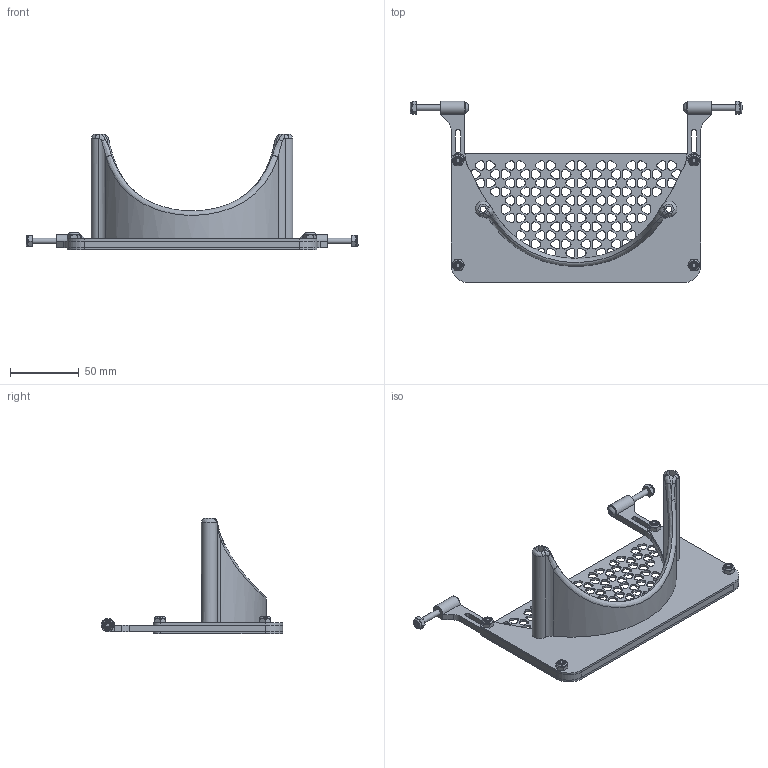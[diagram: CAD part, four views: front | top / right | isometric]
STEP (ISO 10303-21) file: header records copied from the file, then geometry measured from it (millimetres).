
FILE_DESCRIPTION(/* description */ (''),/* implementation_level */ '2;1');
FILE_NAME(/* name */ 'Hopper Assembly.step',/* time_stamp */ '2024-06-27T21:11:16-05:00',/* author */ (''),/* organization */ (''),/* preprocessor_version */ 'ST-DEVELOPER v20',/* originating_system */ 'Autodesk Translation Framework v13.14.0.145',/* authorisation */ '');
FILE_SCHEMA (('AUTOMOTIVE_DESIGN { 1 0 10303 214 3 1 1 }'));
Length unit declared in the file: inch
Products named in the file (13): Coffee?; poket_Mag_Poly_New_v5; 3D Printed Mag Piece_Corrected v4(Mirror); Top Of Mag; new basket cutout; Nutter; Nutter_1; Nutter_2; Nutter_3; 90920A194_Steel Torx Flat Head Screws; Screw Star v1; Nut Thin Nylock; Screw Star v1 (1)
Assembly tree (20 placements, depth 3):
  Coffee?
    poket_Mag_Poly_New_v5
    3D Printed Mag Piece_Corrected v4(Mirror)
    Top Of Mag
    new basket cutout
    Nutter
      Nut Thin Nylock
      90920A194_Steel Torx Flat Head Screws
    Nutter_1
      Nut Thin Nylock
      90920A194_Steel Torx Flat Head Screws
    Nutter_2
      Nut Thin Nylock
      90920A194_Steel Torx Flat Head Screws
    Nutter_3
      Nut Thin Nylock
      90920A194_Steel Torx Flat Head Screws
    Screw Star v1
    Nut Thin Nylock  x2
    Screw Star v1 (1)
Bounding box: 241.2 x 131.76 x 84.1 mm (x, y, z)
Volume: 104105.3 mm3; surface area: 91056.2 mm2
Topology: 16 solids, 16 shells, 1223 faces, 3477 edges, 2298 vertices
Faces by surface type: cylinder 658, plane 463, cone 62, bspline 24, torus 14, sphere 2
Full cylindrical faces by diameter (mm): 3.134 x44, 3.391 x12, 3.509 x4, 4.166 x46, 4.47 x5, 4.547 x2, 4.623 x19, 5.588 x6, 7.874 x6, 7.925 x2
Entity records: 37568 total; most frequent: CARTESIAN_POINT 10144, ORIENTED_EDGE 5696, DIRECTION 5630, EDGE_CURVE 2848, AXIS2_PLACEMENT_3D 1977, VERTEX_POINT 1889, LINE 1676, VECTOR 1676
